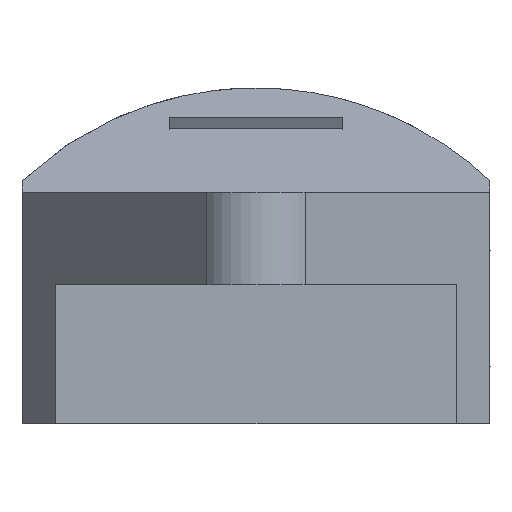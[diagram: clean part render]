
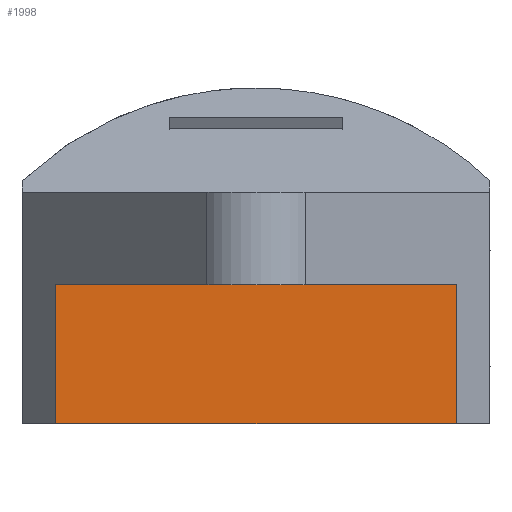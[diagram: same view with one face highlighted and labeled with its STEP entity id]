
A CAD part, front view. The second image highlights one B-rep face of the part: STEP entity #1998.
In plain terms, the highlighted planar face has unit normal (0, -1, 0).
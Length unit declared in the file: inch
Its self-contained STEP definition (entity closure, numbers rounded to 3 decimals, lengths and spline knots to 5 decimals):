
#96=PLANE('',#2227);
#232=FACE_OUTER_BOUND('',#370,.T.);
#370=EDGE_LOOP('',(#1740,#1741,#1742,#1743));
#549=LINE('',#3406,#723);
#555=LINE('',#3418,#729);
#556=LINE('',#3420,#730);
#557=LINE('',#3421,#731);
#723=VECTOR('',#2805,0.3937);
#729=VECTOR('',#2813,0.3937);
#730=VECTOR('',#2814,0.3937);
#731=VECTOR('',#2815,0.3937);
#996=VERTEX_POINT('',#3404);
#997=VERTEX_POINT('',#3405);
#1002=VERTEX_POINT('',#3417);
#1003=VERTEX_POINT('',#3419);
#1262=EDGE_CURVE('',#996,#997,#549,.T.);
#1268=EDGE_CURVE('',#1002,#996,#555,.T.);
#1269=EDGE_CURVE('',#1002,#1003,#556,.T.);
#1270=EDGE_CURVE('',#997,#1003,#557,.T.);
#1740=ORIENTED_EDGE('',*,*,#1262,.F.);
#1741=ORIENTED_EDGE('',*,*,#1268,.F.);
#1742=ORIENTED_EDGE('',*,*,#1269,.T.);
#1743=ORIENTED_EDGE('',*,*,#1270,.F.);
#1998=ADVANCED_FACE('',(#232),#96,.F.);
#2227=AXIS2_PLACEMENT_3D('',#3416,#2811,#2812);
#2805=DIRECTION('',(-1.,0.,0.));
#2811=DIRECTION('center_axis',(0.,1.,0.));
#2812=DIRECTION('ref_axis',(-1.,0.,0.));
#2813=DIRECTION('',(0.,0.,-1.));
#2814=DIRECTION('',(-1.,0.,0.));
#2815=DIRECTION('',(0.,0.,1.));
#3404=CARTESIAN_POINT('',(3.68717,-4.8125,0.));
#3405=CARTESIAN_POINT('',(-0.63717,-4.8125,0.));
#3406=CARTESIAN_POINT('',(1.525,-4.8125,0.));
#3416=CARTESIAN_POINT('Origin',(1.525,-4.8125,0.));
#3417=CARTESIAN_POINT('',(3.68717,-4.8125,1.5));
#3418=CARTESIAN_POINT('',(3.68717,-4.8125,0.));
#3419=CARTESIAN_POINT('',(-0.63717,-4.8125,1.5));
#3420=CARTESIAN_POINT('',(1.525,-4.8125,1.5));
#3421=CARTESIAN_POINT('',(-0.63717,-4.8125,0.));
